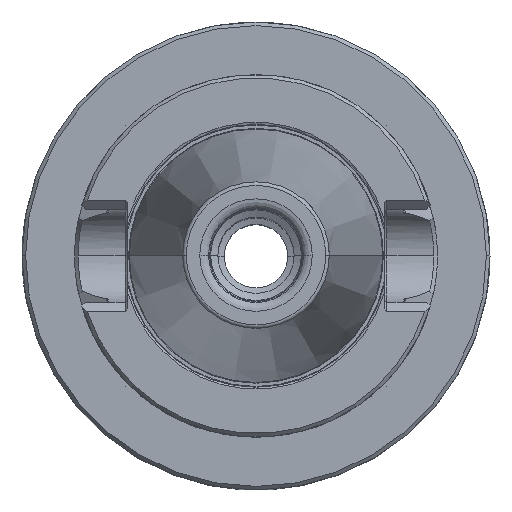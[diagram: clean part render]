
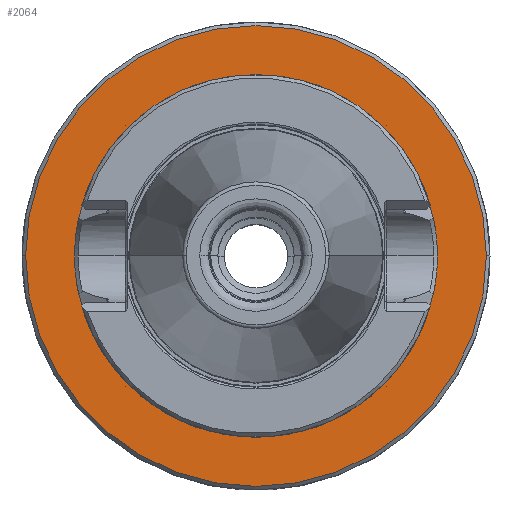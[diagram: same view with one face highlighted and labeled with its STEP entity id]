
A CAD part, top view. The second image highlights one B-rep face of the part: STEP entity #2064.
In plain terms, the highlighted planar face has unit normal (0, 0, 1).
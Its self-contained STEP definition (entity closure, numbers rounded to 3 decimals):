
#1986=VERTEX_POINT('NONE',#5276);
#2064=ADVANCED_FACE('NONE',(#5359,#5360),#5361,.F.);
#2078=EDGE_CURVE('NONE',#2124,#3968,#5375,.F.);
#2100=EDGE_CURVE('NONE',#1986,#2950,#5400,.T.);
#2124=VERTEX_POINT('NONE',#5425);
#2342=EDGE_CURVE('NONE',#3968,#2124,#5667,.T.);
#2950=VERTEX_POINT('NONE',#6355);
#3896=EDGE_CURVE('NONE',#2950,#1986,#7395,.T.);
#3968=VERTEX_POINT('NONE',#7474);
#5276=CARTESIAN_POINT('',(-50.0,0.,-40.0));
#5359=FACE_OUTER_BOUND('',#9229,.T.);
#5360=FACE_BOUND('',#9230,.T.);
#5361=PLANE('',#9231);
#5375=CIRCLE('',#9253,63.5);
#5400=CIRCLE('',#9289,50.0);
#5425=CARTESIAN_POINT('',(-63.5,0.0,-40.0));
#5667=CIRCLE('',#9679,63.5);
#6355=CARTESIAN_POINT('',(50.0,0.0,-40.0));
#7395=CIRCLE('',#12374,50.0);
#7474=CARTESIAN_POINT('',(63.5,0.,-40.0));
#9229=EDGE_LOOP('',(#14665,#14666));
#9230=EDGE_LOOP('',(#14667,#14668));
#9231=AXIS2_PLACEMENT_3D('',#14669,#14670,#14671);
#9253=AXIS2_PLACEMENT_3D('',#14678,#14679,#14680);
#9289=AXIS2_PLACEMENT_3D('',#14711,#14712,#14713);
#9679=AXIS2_PLACEMENT_3D('',#15005,#15006,#15007);
#12374=AXIS2_PLACEMENT_3D('',#16994,#16995,#16996);
#14665=ORIENTED_EDGE('',*,*,#2078,.T.);
#14666=ORIENTED_EDGE('',*,*,#2342,.T.);
#14667=ORIENTED_EDGE('',*,*,#3896,.F.);
#14668=ORIENTED_EDGE('',*,*,#2100,.F.);
#14669=CARTESIAN_POINT('',(0.0,64.5,-40.0));
#14670=DIRECTION('',(0.0,0.0,-1.0));
#14671=DIRECTION('',(0.0,1.0,0.0));
#14678=CARTESIAN_POINT('',(0.0,0.0,-40.0));
#14679=DIRECTION('',(0.0,0.0,-1.0));
#14680=DIRECTION('',(-1.0,0.0,0.0));
#14711=CARTESIAN_POINT('',(0.0,0.0,-40.0));
#14712=DIRECTION('',(-0.0,0.0,1.0));
#14713=DIRECTION('',(1.0,0.0,0.0));
#15005=CARTESIAN_POINT('',(0.0,0.0,-40.0));
#15006=DIRECTION('',(0.0,0.0,1.0));
#15007=DIRECTION('',(-1.0,0.0,0.0));
#16994=CARTESIAN_POINT('',(0.0,0.0,-40.0));
#16995=DIRECTION('',(-0.0,0.0,1.0));
#16996=DIRECTION('',(1.0,0.0,0.0));
